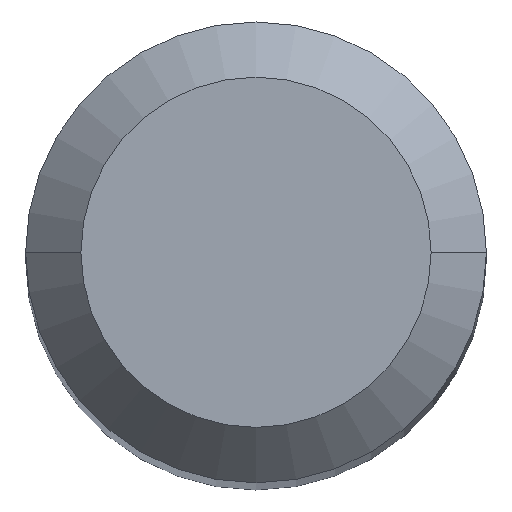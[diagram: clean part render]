
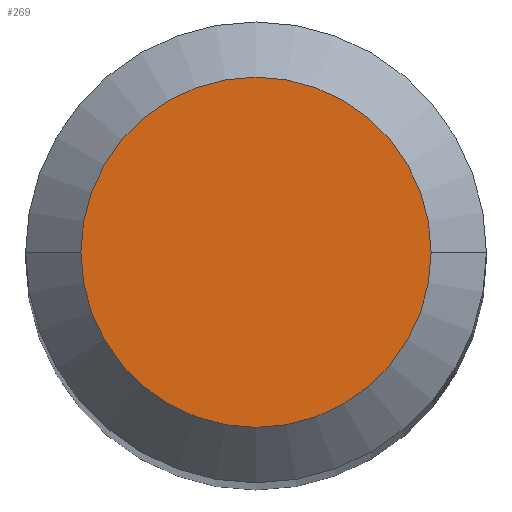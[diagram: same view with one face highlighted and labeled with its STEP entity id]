
A CAD part, top view. The second image highlights one B-rep face of the part: STEP entity #269.
In plain terms, the highlighted planar face has unit normal (0, 0, 1).
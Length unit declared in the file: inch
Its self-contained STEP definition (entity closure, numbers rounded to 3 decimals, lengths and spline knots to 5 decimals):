
#71 = CARTESIAN_POINT ( 'NONE',  ( 0., 0., 0. ) ) ;
#74 = DIRECTION ( 'NONE',  ( 0., 0., 1. ) ) ;
#124 = AXIS2_PLACEMENT_3D ( 'NONE', #351, #274, #517 ) ;
#127 = CARTESIAN_POINT ( 'NONE',  ( 0.0475, 0., 0. ) ) ;
#145 = AXIS2_PLACEMENT_3D ( 'NONE', #190, #390, #463 ) ;
#162 = ORIENTED_EDGE ( 'NONE', *, *, #438, .T. ) ;
#171 = VERTEX_POINT ( 'NONE', #127 ) ;
#190 = CARTESIAN_POINT ( 'NONE',  ( 0., 0.0475, 0. ) ) ;
#198 = CARTESIAN_POINT ( 'NONE',  ( -0.0475, 0., 0. ) ) ;
#247 = AXIS2_PLACEMENT_3D ( 'NONE', #71, #74, #383 ) ;
#269 = ADVANCED_FACE ( 'NONE', ( #336 ), #344, .F. ) ;
#274 = DIRECTION ( 'NONE',  ( 0., 0., 1. ) ) ;
#308 = EDGE_CURVE ( 'NONE', #420, #171, #503, .T. ) ;
#310 = ORIENTED_EDGE ( 'NONE', *, *, #308, .T. ) ;
#336 = FACE_OUTER_BOUND ( 'NONE', #359, .T. ) ;
#344 = PLANE ( 'NONE',  #145 ) ;
#351 = CARTESIAN_POINT ( 'NONE',  ( 0., 0., 0. ) ) ;
#359 = EDGE_LOOP ( 'NONE', ( #310, #162 ) ) ;
#383 = DIRECTION ( 'NONE',  ( 1., 0., 0. ) ) ;
#390 = DIRECTION ( 'NONE',  ( 0., 0., -1. ) ) ;
#420 = VERTEX_POINT ( 'NONE', #198 ) ;
#438 = EDGE_CURVE ( 'NONE', #171, #420, #469, .T. ) ;
#463 = DIRECTION ( 'NONE',  ( -1., 0., 0. ) ) ;
#469 = CIRCLE ( 'NONE', #124, 0.0475 ) ;
#503 = CIRCLE ( 'NONE', #247, 0.0475 ) ;
#517 = DIRECTION ( 'NONE',  ( 1., 0., 0. ) ) ;
